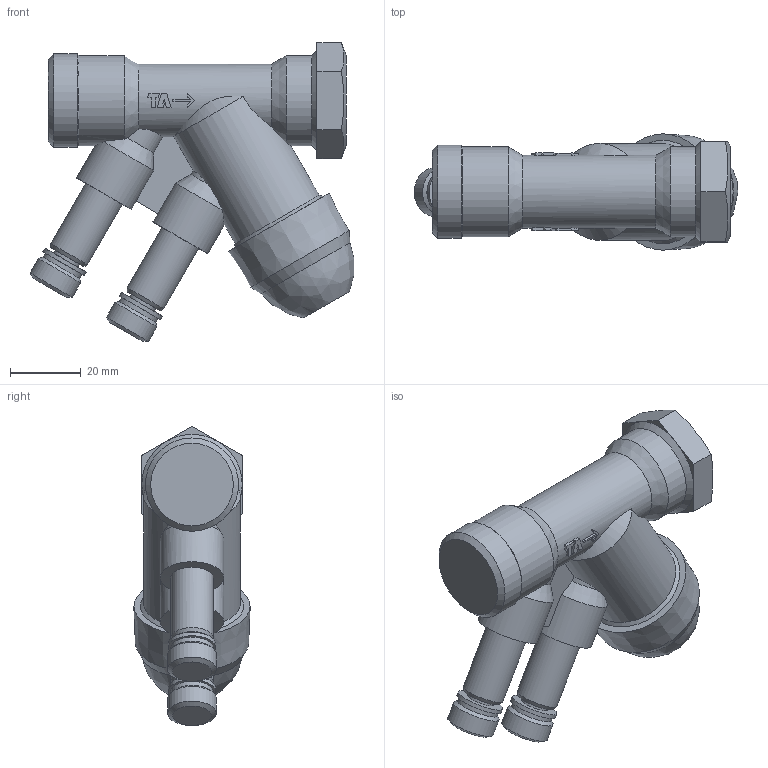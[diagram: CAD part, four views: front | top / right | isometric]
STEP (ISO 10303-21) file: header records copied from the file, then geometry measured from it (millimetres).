
FILE_DESCRIPTION( ( '3D modell' ), '1' );
FILE_NAME( '52133215.stp', '2006-02-14', ( 'Tour & Andersson AB' ), ( 'Tour & Andersson AB' ), 'XStep 1.0', ' ', ' ' );
FILE_SCHEMA( ( 'CONFIG_CONTROL_DESIGN' ) );
Length unit declared in the file: millimetre
Products named in the file (1): 30872804-D
Bounding box: 91.85 x 33 x 84.77 mm (x, y, z)
Volume: 89516.5 mm3; surface area: 17777.7 mm2
Topology: 1 solids, 1 shells, 130 faces, 326 edges, 211 vertices
Faces by surface type: plane 85, cone 23, cylinder 21, bspline 1
Full cylindrical faces by diameter (mm): 8 x2, 12 x4, 13.5 x2, 13.8 x2, 18 x2, 25.5 x2, 26.441 x1, 27.5 x1
Entity records: 3961 total; most frequent: CARTESIAN_POINT 1004, DIRECTION 600, ORIENTED_EDGE 562, EDGE_CURVE 281, AXIS2_PLACEMENT_3D 222, VERTEX_POINT 198, EDGE_LOOP 175, LINE 156
